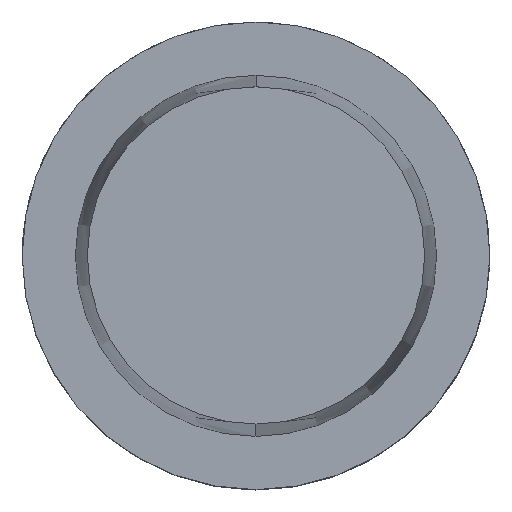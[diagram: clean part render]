
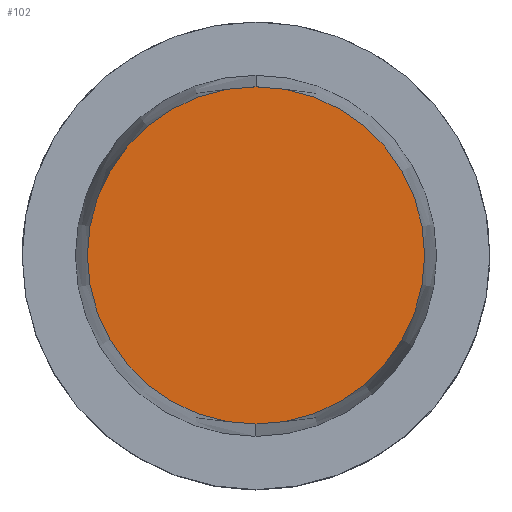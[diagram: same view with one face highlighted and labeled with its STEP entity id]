
A CAD part, top view. The second image highlights one B-rep face of the part: STEP entity #102.
In plain terms, the highlighted planar face has unit normal (0, 0, 1).
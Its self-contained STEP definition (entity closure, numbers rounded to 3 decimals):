
#63=FACE_OUTER_BOUND('',#159,.T.);
#102=ADVANCED_FACE('',(#63),#110,.F.);
#110=PLANE('',#388);
#159=EDGE_LOOP('',(#222,#223));
#222=ORIENTED_EDGE('',*,*,#289,.T.);
#223=ORIENTED_EDGE('',*,*,#290,.T.);
#256=VERTEX_POINT('',#580);
#257=VERTEX_POINT('',#581);
#289=EDGE_CURVE('',#256,#257,#317,.T.);
#290=EDGE_CURVE('',#257,#256,#318,.T.);
#317=CIRCLE('',#386,22.717);
#318=CIRCLE('',#387,22.717);
#386=AXIS2_PLACEMENT_3D('',#579,#490,#491);
#387=AXIS2_PLACEMENT_3D('',#582,#492,#493);
#388=AXIS2_PLACEMENT_3D('',#583,#494,#495);
#490=DIRECTION('',(0.,0.,1.));
#491=DIRECTION('',(-1.,0.,0.));
#492=DIRECTION('',(0.,0.,1.));
#493=DIRECTION('',(-1.,0.,0.));
#494=DIRECTION('',(0.,0.,-1.));
#495=DIRECTION('',(0.,-1.,0.));
#579=CARTESIAN_POINT('',(0.,0.,32.));
#580=CARTESIAN_POINT('',(0.,22.717,32.));
#581=CARTESIAN_POINT('',(0.,-22.717,32.));
#582=CARTESIAN_POINT('',(0.,0.,32.));
#583=CARTESIAN_POINT('',(0.,0.,32.));
